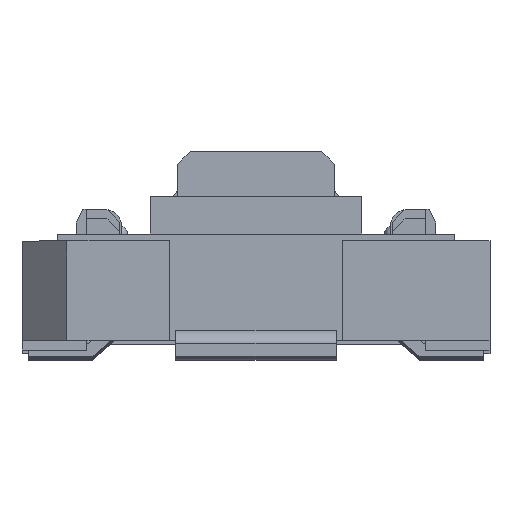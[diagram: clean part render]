
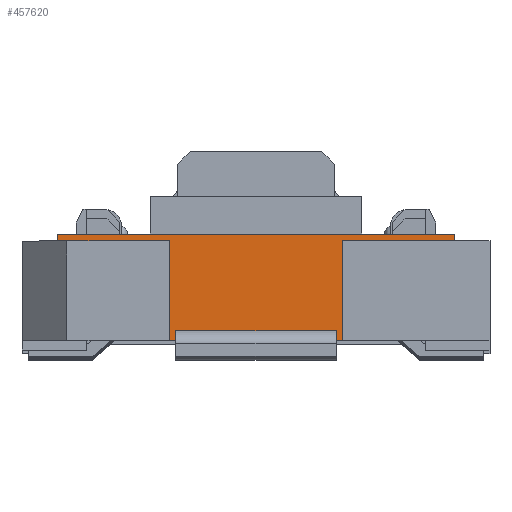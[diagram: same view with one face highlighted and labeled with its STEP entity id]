
A CAD part, top view. The second image highlights one B-rep face of the part: STEP entity #457620.
In plain terms, the highlighted planar face has unit normal (0, 0, 1).
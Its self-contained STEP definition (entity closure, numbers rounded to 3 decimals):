
#202130=CARTESIAN_POINT('',(-5.351,0.918,
27.648));
#202140=VERTEX_POINT('',#202130);
#202190=CARTESIAN_POINT('',(-2.657,0.918,
27.648));
#202200=DIRECTION('',(-1.,0.,0.));
#202210=VECTOR('',#202200,1.);
#202220=LINE('',#202190,#202210);
#202230=CARTESIAN_POINT('',(-3.601,0.918,
27.648));
#202240=VERTEX_POINT('',#202230);
#202250=EDGE_CURVE('',#202240,#202140,#202220,.T.);
#204750=CARTESIAN_POINT('',(-3.601,-0.632,
27.648));
#204760=VERTEX_POINT('',#204750);
#204790=CARTESIAN_POINT('',(-2.657,-0.632,
27.648));
#204800=DIRECTION('',(-1.,0.,0.));
#204810=VECTOR('',#204800,1.);
#204820=LINE('',#204790,#204810);
#204830=CARTESIAN_POINT('',(-3.501,-0.632,
27.648));
#204840=VERTEX_POINT('',#204830);
#204850=EDGE_CURVE('',#204840,#204760,#204820,.T.);
#205070=CARTESIAN_POINT('',(-1.001,-0.632,
27.648));
#205080=VERTEX_POINT('',#205070);
#205110=CARTESIAN_POINT('',(-0.901,-0.632,
27.648));
#205120=VERTEX_POINT('',#205110);
#205130=EDGE_CURVE('',#205120,#205080,#204820,.T.);
#456420=CARTESIAN_POINT('',(-5.351,1.018,
27.648));
#456430=VERTEX_POINT('',#456420);
#456460=CARTESIAN_POINT('',(-5.351,1.349,
27.648));
#456470=DIRECTION('',(0.,-1.,0.));
#456480=VECTOR('',#456470,1.);
#456490=LINE('',#456460,#456480);
#456500=EDGE_CURVE('',#456430,#202140,#456490,.T.);
#456850=CARTESIAN_POINT('',(-0.901,1.349,
27.648));
#456860=DIRECTION('',(0.,-1.,0.));
#456870=VECTOR('',#456860,1.);
#456880=LINE('',#456850,#456870);
#456890=CARTESIAN_POINT('',(-0.901,0.918,
27.648));
#456900=VERTEX_POINT('',#456890);
#456910=EDGE_CURVE('',#456900,#205120,#456880,.T.);
#457040=CARTESIAN_POINT('',(-3.501,0.518,
27.648));
#457050=DIRECTION('',(0.,0.,1.));
#457060=DIRECTION('',(-1.,0.,0.));
#457070=AXIS2_PLACEMENT_3D('',#457040,#457050,#457060);
#457080=PLANE('',#457070);
#457090=ORIENTED_EDGE('',*,*,#456910,.F.);
#457100=ORIENTED_EDGE('',*,*,#205130,.F.);
#457110=CARTESIAN_POINT('',(-1.001,1.349,
27.648));
#457120=DIRECTION('',(0.,-1.,0.));
#457130=VECTOR('',#457120,1.);
#457140=LINE('',#457110,#457130);
#457150=CARTESIAN_POINT('',(-1.001,-0.482,
27.648));
#457160=VERTEX_POINT('',#457150);
#457170=EDGE_CURVE('',#457160,#205080,#457140,.T.);
#457180=ORIENTED_EDGE('',*,*,#457170,.T.);
#457190=CARTESIAN_POINT('',(-3.501,-0.482,
27.648));
#457200=DIRECTION('',(-1.,0.,0.));
#457210=VECTOR('',#457200,1.);
#457220=LINE('',#457190,#457210);
#457230=CARTESIAN_POINT('',(-3.501,-0.482,
27.648));
#457240=VERTEX_POINT('',#457230);
#457250=EDGE_CURVE('',#457160,#457240,#457220,.T.);
#457260=ORIENTED_EDGE('',*,*,#457250,.F.);
#457270=CARTESIAN_POINT('',(-3.501,1.349,
27.648));
#457280=DIRECTION('',(0.,1.,0.));
#457290=VECTOR('',#457280,1.);
#457300=LINE('',#457270,#457290);
#457310=EDGE_CURVE('',#204840,#457240,#457300,.T.);
#457320=ORIENTED_EDGE('',*,*,#457310,.T.);
#457330=ORIENTED_EDGE('',*,*,#204850,.F.);
#457340=CARTESIAN_POINT('',(-3.601,1.349,
27.648));
#457350=DIRECTION('',(0.,-1.,0.));
#457360=VECTOR('',#457350,1.);
#457370=LINE('',#457340,#457360);
#457380=EDGE_CURVE('',#202240,#204760,#457370,.T.);
#457390=ORIENTED_EDGE('',*,*,#457380,.T.);
#457400=ORIENTED_EDGE('',*,*,#202250,.F.);
#457410=ORIENTED_EDGE('',*,*,#456500,.T.);
#457420=CARTESIAN_POINT('',(-2.657,1.018,
27.648));
#457430=DIRECTION('',(1.,0.,-0.));
#457440=VECTOR('',#457430,1.);
#457450=LINE('',#457420,#457440);
#457460=CARTESIAN_POINT('',(0.849,1.018,
27.648));
#457470=VERTEX_POINT('',#457460);
#457480=EDGE_CURVE('',#456430,#457470,#457450,.T.);
#457490=ORIENTED_EDGE('',*,*,#457480,.F.);
#457500=CARTESIAN_POINT('',(0.849,1.349,
27.648));
#457510=DIRECTION('',(0.,-1.,0.));
#457520=VECTOR('',#457510,1.);
#457530=LINE('',#457500,#457520);
#457540=CARTESIAN_POINT('',(0.849,0.918,
27.648));
#457550=VERTEX_POINT('',#457540);
#457560=EDGE_CURVE('',#457470,#457550,#457530,.T.);
#457570=ORIENTED_EDGE('',*,*,#457560,.F.);
#457580=EDGE_CURVE('',#457550,#456900,#202220,.T.);
#457590=ORIENTED_EDGE('',*,*,#457580,.F.);
#457600=EDGE_LOOP('',(#457590,#457570,#457490,#457410,#457400,#457390,
#457330,#457320,#457260,#457180,#457100,#457090));
#457610=FACE_OUTER_BOUND('',#457600,.T.);
#457620=ADVANCED_FACE('',(#457610),#457080,.T.);
